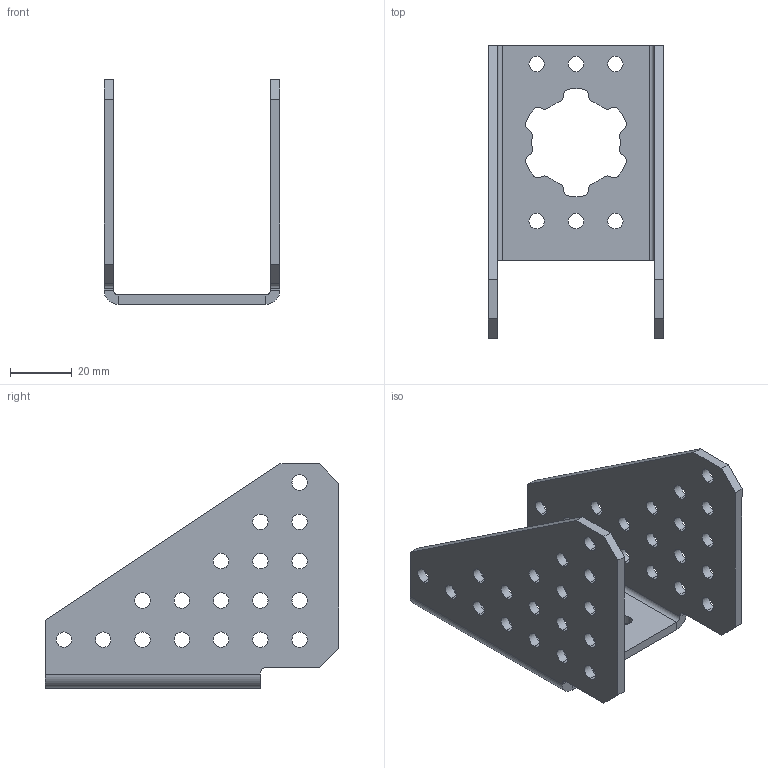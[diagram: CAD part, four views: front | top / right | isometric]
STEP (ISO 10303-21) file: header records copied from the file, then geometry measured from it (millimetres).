
FILE_DESCRIPTION (( 'STEP AP203' ), '1' );
FILE_NAME ('REV-21-2351.STEP', '2022-04-04T19:27:38', ( '' ), ( '' ), 'SwSTEP 2.0', 'SolidWorks 2022', '' );
FILE_SCHEMA (( 'CONFIG_CONTROL_DESIGN' ));
Length unit declared in the file: inch
Products named in the file (1): REV-21-2351
Bounding box: 56.8 x 95 x 72.6 mm (x, y, z)
Volume: 33830.9 mm3; surface area: 26508.4 mm2
Topology: 1 solids, 1 shells, 163 faces, 467 edges, 306 vertices
Faces by surface type: cylinder 135, plane 28
Entity records: 5714 total; most frequent: DIRECTION 1065, CARTESIAN_POINT 937, ORIENTED_EDGE 934, EDGE_CURVE 467, AXIS2_PLACEMENT_3D 434, VERTEX_POINT 306, CIRCLE 270, EDGE_LOOP 249
